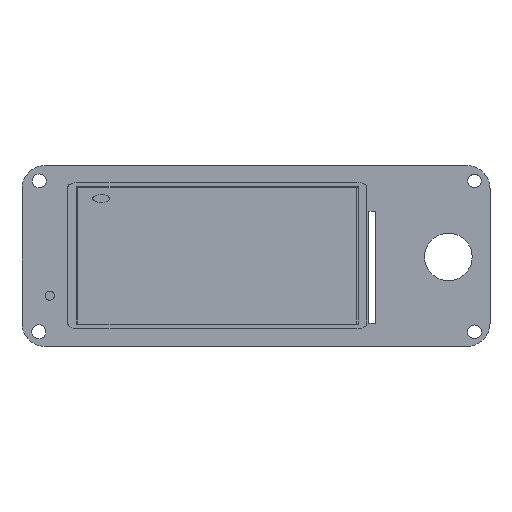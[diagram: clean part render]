
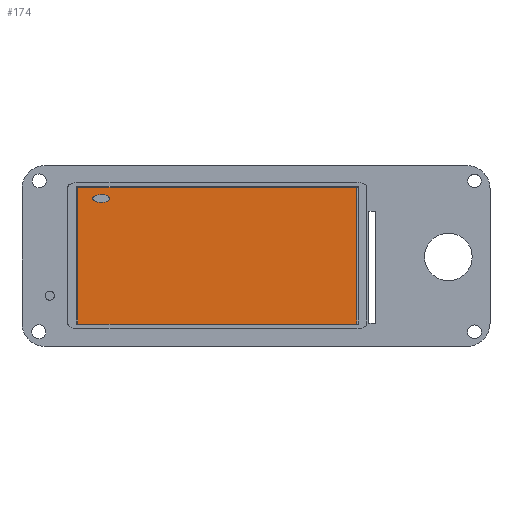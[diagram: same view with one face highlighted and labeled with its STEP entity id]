
A CAD part, top view. The second image highlights one B-rep face of the part: STEP entity #174.
In plain terms, the highlighted free-form (B-spline) face has degree [1, 1] with [2, 2] control points.
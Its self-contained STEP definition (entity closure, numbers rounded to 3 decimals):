
#174 = ADVANCED_FACE('',(#175,#205),#219,.T.);
#175 = FACE_BOUND('',#176,.T.);
#176 = EDGE_LOOP('',(#177,#186,#193,#200));
#177 = ORIENTED_EDGE('',*,*,#178,.T.);
#178 = EDGE_CURVE('',#179,#181,#183,.T.);
#179 = VERTEX_POINT('',#180);
#180 = CARTESIAN_POINT('',(-23.1,-11.34,1.93));
#181 = VERTEX_POINT('',#182);
#182 = CARTESIAN_POINT('',(23.1,-11.34,1.93));
#183 = B_SPLINE_CURVE_WITH_KNOTS('',1,(#184,#185),.UNSPECIFIED.,.F.,.F.,
  (2,2),(0.05,8.45),.PIECEWISE_BEZIER_KNOTS.);
#184 = CARTESIAN_POINT('',(-23.1,-11.34,1.93));
#185 = CARTESIAN_POINT('',(23.1,-11.34,1.93));
#186 = ORIENTED_EDGE('',*,*,#187,.T.);
#187 = EDGE_CURVE('',#181,#188,#190,.T.);
#188 = VERTEX_POINT('',#189);
#189 = CARTESIAN_POINT('',(23.1,11.34,1.93));
#190 = B_SPLINE_CURVE_WITH_KNOTS('',1,(#191,#192),.UNSPECIFIED.,.F.,.F.,
  (2,2),(0.,8.4),.PIECEWISE_BEZIER_KNOTS.);
#191 = CARTESIAN_POINT('',(23.1,-11.34,1.93));
#192 = CARTESIAN_POINT('',(23.1,11.34,1.93));
#193 = ORIENTED_EDGE('',*,*,#194,.T.);
#194 = EDGE_CURVE('',#188,#195,#197,.T.);
#195 = VERTEX_POINT('',#196);
#196 = CARTESIAN_POINT('',(-23.1,11.34,1.93));
#197 = B_SPLINE_CURVE_WITH_KNOTS('',1,(#198,#199),.UNSPECIFIED.,.F.,.F.,
  (2,2),(0.05,8.45),.PIECEWISE_BEZIER_KNOTS.);
#198 = CARTESIAN_POINT('',(23.1,11.34,1.93));
#199 = CARTESIAN_POINT('',(-23.1,11.34,1.93));
#200 = ORIENTED_EDGE('',*,*,#201,.T.);
#201 = EDGE_CURVE('',#195,#179,#202,.T.);
#202 = B_SPLINE_CURVE_WITH_KNOTS('',1,(#203,#204),.UNSPECIFIED.,.F.,.F.,
  (2,2),(0.,8.4),.PIECEWISE_BEZIER_KNOTS.);
#203 = CARTESIAN_POINT('',(-23.1,11.34,1.93));
#204 = CARTESIAN_POINT('',(-23.1,-11.34,1.93));
#205 = FACE_BOUND('',#206,.T.);
#206 = EDGE_LOOP('',(#207));
#207 = ORIENTED_EDGE('',*,*,#208,.T.);
#208 = EDGE_CURVE('',#209,#209,#211,.T.);
#209 = VERTEX_POINT('',#210);
#210 = CARTESIAN_POINT('',(-17.875,9.45,1.93));
#211 = ( BOUNDED_CURVE() B_SPLINE_CURVE(2,(#212,#213,#214,#215,#216,#217
,#218),.UNSPECIFIED.,.T.,.F.) B_SPLINE_CURVE_WITH_KNOTS((1,2,2,2,2,1),(
    -2.094,0.,2.094,4.189,6.283,
8.378),.UNSPECIFIED.) CURVE() GEOMETRIC_REPRESENTATION_ITEM() 
RATIONAL_B_SPLINE_CURVE((1.,0.5,1.,0.5,1.,0.5,1.)) REPRESENTATION_ITEM(
  '') );
#212 = CARTESIAN_POINT('',(-17.875,9.45,1.93));
#213 = CARTESIAN_POINT('',(-17.875,8.281,1.93));
#214 = CARTESIAN_POINT('',(-19.938,8.865,1.93));
#215 = CARTESIAN_POINT('',(-22.,9.45,1.93));
#216 = CARTESIAN_POINT('',(-19.938,10.035,1.93));
#217 = CARTESIAN_POINT('',(-17.875,10.619,1.93));
#218 = CARTESIAN_POINT('',(-17.875,9.45,1.93));
#219 = B_SPLINE_SURFACE_WITH_KNOTS('',1,1,(
    (#220,#221)
    ,(#222,#223
    )),.UNSPECIFIED.,.F.,.F.,.F.,(2,2),(2,2),(-4.2,4.2),(-4.2,4.2),
  .PIECEWISE_BEZIER_KNOTS.);
#220 = CARTESIAN_POINT('',(-23.1,-11.34,1.93));
#221 = CARTESIAN_POINT('',(-23.1,11.34,1.93));
#222 = CARTESIAN_POINT('',(23.1,-11.34,1.93));
#223 = CARTESIAN_POINT('',(23.1,11.34,1.93));
